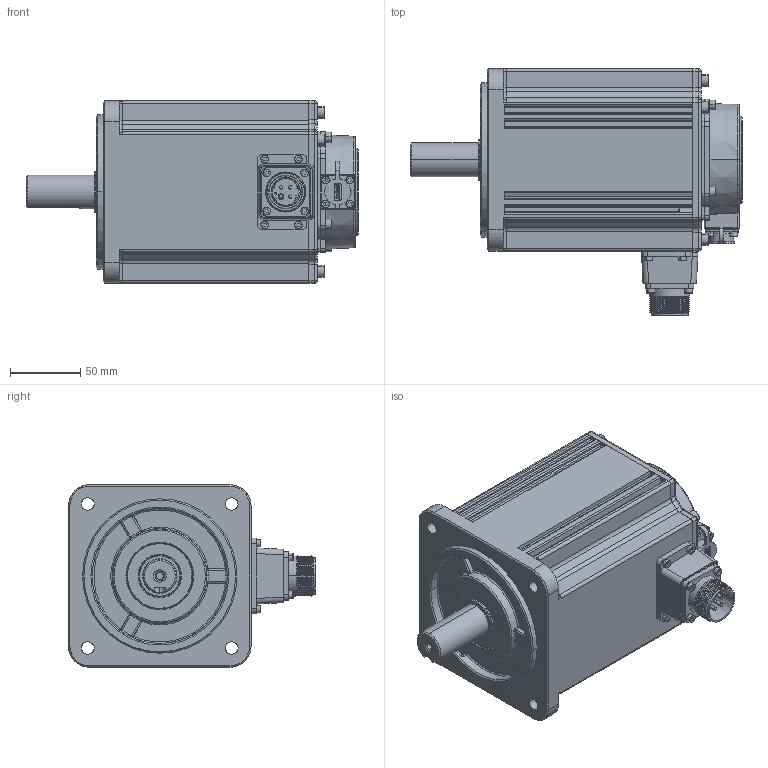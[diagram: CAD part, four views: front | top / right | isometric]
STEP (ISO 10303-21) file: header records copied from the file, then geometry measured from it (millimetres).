
FILE_DESCRIPTION (( 'STEP AP203' ), '1' );
FILE_NAME ('MS6G-130CN15B2-22P3.STEP', '2023-10-30T07:31:34', ( '' ), ( '' ), 'SwSTEP 2.0', 'SolidWorks 2022', '' );
FILE_SCHEMA (( 'CONFIG_CONTROL_DESIGN' ));
Length unit declared in the file: millimetre
Products named in the file (1): MS6G-130CN15B2-22P3
Bounding box: 236.5 x 175.9 x 130 mm (x, y, z)
Surface area: 159720.9 mm2 (no closed solid volume)
Topology: 0 solids, 48 shells, 893 faces, 3026 edges, 2151 vertices
Faces by surface type: plane 373, cylinder 299, torus 96, bspline 64, cone 61
Entity records: 47261 total; most frequent: CARTESIAN_POINT 22184, ORIENTED_EDGE 5015, DIRECTION 4900, EDGE_CURVE 3009, VERTEX_POINT 2151, AXIS2_PLACEMENT_3D 1761, VECTOR 1378, LINE 1378
